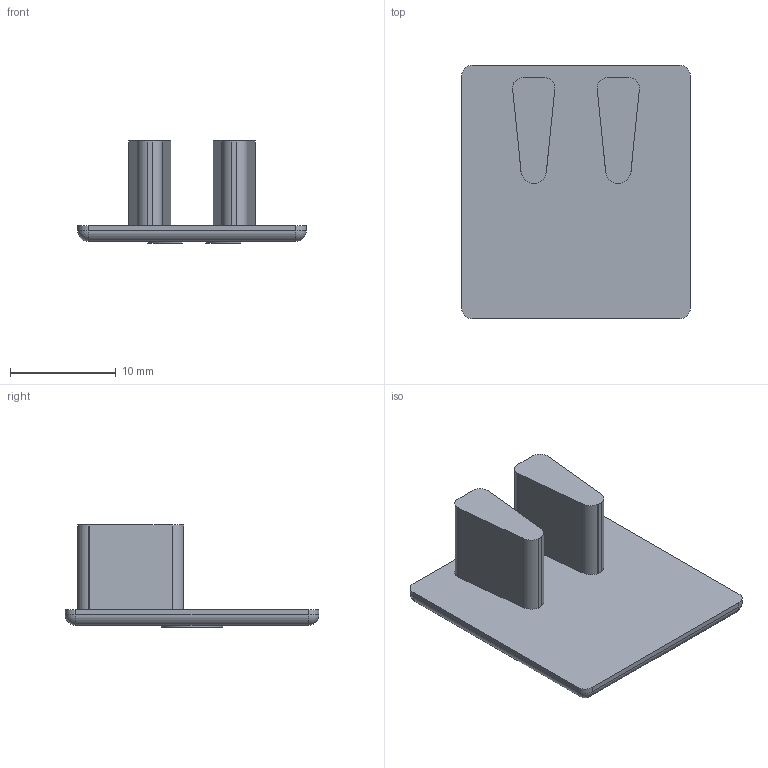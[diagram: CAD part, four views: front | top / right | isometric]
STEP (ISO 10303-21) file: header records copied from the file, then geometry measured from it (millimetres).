
FILE_DESCRIPTION (( 'STEP AP203' ), '1' );
FILE_NAME ('BBUL-EC-3-2.STEP', '2025-01-13T19:05:18', ( '' ), ( '' ), 'SwSTEP 2.0', 'SolidWorks 2024', '' );
FILE_SCHEMA (( 'CONFIG_CONTROL_DESIGN' ));
Length unit declared in the file: millimetre
Products named in the file (1): BBUL-EC-3-2
Bounding box: 21.6 x 24 x 9.65 mm (x, y, z)
Volume: 1253.8 mm3; surface area: 1530.9 mm2
Topology: 1 solids, 1 shells, 56 faces, 142 edges, 88 vertices
Faces by surface type: plane 29, cylinder 23, sphere 4
Entity records: 1729 total; most frequent: DIRECTION 298, CARTESIAN_POINT 283, ORIENTED_EDGE 276, EDGE_CURVE 138, AXIS2_PLACEMENT_3D 103, VECTOR 92, LINE 92, VERTEX_POINT 88
